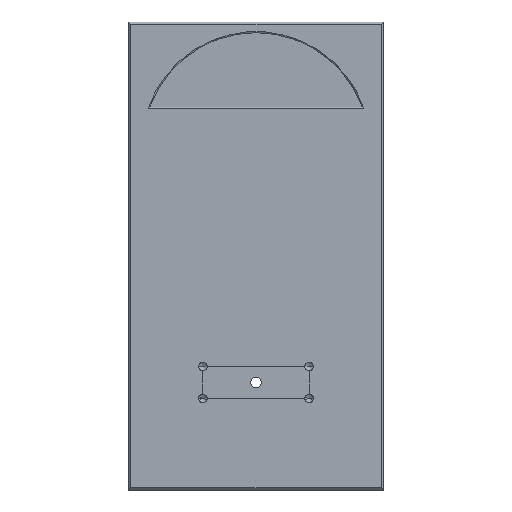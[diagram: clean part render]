
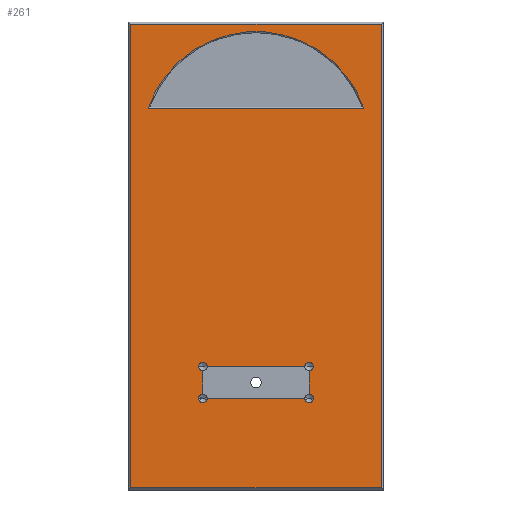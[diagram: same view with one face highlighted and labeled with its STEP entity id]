
A CAD part, top view. The second image highlights one B-rep face of the part: STEP entity #261.
In plain terms, the highlighted planar face has unit normal (0, 0, 1).
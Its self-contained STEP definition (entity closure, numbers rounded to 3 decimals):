
#4 = CARTESIAN_POINT ( 'NONE',  ( 23., -132., 30. ) ) ;
#21 = CARTESIAN_POINT ( 'NONE',  ( -59., -174., 30. ) ) ;
#24 = ORIENTED_EDGE ( 'NONE', *, *, #1008, .F. ) ;
#28 = CARTESIAN_POINT ( 'NONE',  ( 0., -13.214, 30. ) ) ;
#41 = CARTESIAN_POINT ( 'NONE',  ( -50.709, 4.5, 30. ) ) ;
#45 = LINE ( 'NONE', #633, #1050 ) ;
#46 = ORIENTED_EDGE ( 'NONE', *, *, #339, .F. ) ;
#47 = VECTOR ( 'NONE', #49, 1000. ) ;
#49 = DIRECTION ( 'NONE',  ( -1., 0., 0. ) ) ;
#50 = VERTEX_POINT ( 'NONE', #369 ) ;
#67 = FACE_OUTER_BOUND ( 'NONE', #150, .T. ) ;
#75 = CARTESIAN_POINT ( 'NONE',  ( 25., -117., 30. ) ) ;
#77 = CARTESIAN_POINT ( 'NONE',  ( 27., -117., 30. ) ) ;
#80 = EDGE_CURVE ( 'NONE', #176, #764, #193, .T. ) ;
#81 = DIRECTION ( 'NONE',  ( 0., 0., 1. ) ) ;
#90 = CIRCLE ( 'NONE', #229, 2. ) ;
#93 = CARTESIAN_POINT ( 'NONE',  ( -25., -117., 30. ) ) ;
#104 = AXIS2_PLACEMENT_3D ( 'NONE', #728, #297, #1056 ) ;
#108 = EDGE_CURVE ( 'NONE', #274, #539, #1001, .T. ) ;
#121 = EDGE_CURVE ( 'NONE', #623, #428, #270, .T. ) ;
#124 = ORIENTED_EDGE ( 'NONE', *, *, #794, .T. ) ;
#148 = EDGE_LOOP ( 'NONE', ( #152, #979, #368, #296, #1066, #1012, #46, #24, #1025, #219 ) ) ;
#150 = EDGE_LOOP ( 'NONE', ( #476, #898, #155, #124 ) ) ;
#152 = ORIENTED_EDGE ( 'NONE', *, *, #425, .F. ) ;
#155 = ORIENTED_EDGE ( 'NONE', *, *, #1033, .T. ) ;
#176 = VERTEX_POINT ( 'NONE', #321 ) ;
#183 = DIRECTION ( 'NONE',  ( 1., 0., 0. ) ) ;
#192 = CARTESIAN_POINT ( 'NONE',  ( -23., -117., 30. ) ) ;
#193 = CIRCLE ( 'NONE', #694, 2. ) ;
#195 = CARTESIAN_POINT ( 'NONE',  ( -25., -119., 30. ) ) ;
#208 = VECTOR ( 'NONE', #745, 1000. ) ;
#212 = DIRECTION ( 'NONE',  ( 1., 0., 0. ) ) ;
#219 = ORIENTED_EDGE ( 'NONE', *, *, #315, .F. ) ;
#224 = CARTESIAN_POINT ( 'NONE',  ( 59., 0., 30. ) ) ;
#229 = AXIS2_PLACEMENT_3D ( 'NONE', #75, #81, #803 ) ;
#230 = VERTEX_POINT ( 'NONE', #893 ) ;
#242 = LINE ( 'NONE', #1065, #429 ) ;
#249 = DIRECTION ( 'NONE',  ( 1., 0., 0. ) ) ;
#252 = EDGE_CURVE ( 'NONE', #866, #673, #90, .T. ) ;
#253 = DIRECTION ( 'NONE',  ( 0., 0., 1. ) ) ;
#261 = ADVANCED_FACE ( 'NONE', ( #67, #404, #642 ), #478, .F. ) ;
#270 = LINE ( 'NONE', #1021, #504 ) ;
#274 = VERTEX_POINT ( 'NONE', #978 ) ;
#290 = VERTEX_POINT ( 'NONE', #837 ) ;
#292 = VECTOR ( 'NONE', #938, 1000. ) ;
#296 = ORIENTED_EDGE ( 'NONE', *, *, #252, .F. ) ;
#297 = DIRECTION ( 'NONE',  ( 0., 0., -1. ) ) ;
#315 = EDGE_CURVE ( 'NONE', #453, #176, #419, .T. ) ;
#321 = CARTESIAN_POINT ( 'NONE',  ( -25., -130., 30. ) ) ;
#328 = EDGE_CURVE ( 'NONE', #50, #844, #821, .T. ) ;
#336 = DIRECTION ( 'NONE',  ( 0., -1., 0. ) ) ;
#339 = EDGE_CURVE ( 'NONE', #405, #274, #553, .T. ) ;
#343 = AXIS2_PLACEMENT_3D ( 'NONE', #943, #367, #522 ) ;
#357 = DIRECTION ( 'NONE',  ( -1., 0., 0. ) ) ;
#360 = AXIS2_PLACEMENT_3D ( 'NONE', #427, #253, #249 ) ;
#366 = VECTOR ( 'NONE', #526, 1000. ) ;
#367 = DIRECTION ( 'NONE',  ( 0., 0., 1. ) ) ;
#368 = ORIENTED_EDGE ( 'NONE', *, *, #461, .F. ) ;
#369 = CARTESIAN_POINT ( 'NONE',  ( 23., -117., 30. ) ) ;
#400 = ORIENTED_EDGE ( 'NONE', *, *, #919, .T. ) ;
#404 = FACE_BOUND ( 'NONE', #804, .T. ) ;
#405 = VERTEX_POINT ( 'NONE', #4 ) ;
#407 = VERTEX_POINT ( 'NONE', #669 ) ;
#419 = LINE ( 'NONE', #498, #729 ) ;
#425 = EDGE_CURVE ( 'NONE', #844, #453, #809, .T. ) ;
#427 = CARTESIAN_POINT ( 'NONE',  ( 25., -132., 30. ) ) ;
#428 = VERTEX_POINT ( 'NONE', #41 ) ;
#429 = VECTOR ( 'NONE', #541, 1000. ) ;
#434 = LINE ( 'NONE', #1023, #366 ) ;
#453 = VERTEX_POINT ( 'NONE', #195 ) ;
#461 = EDGE_CURVE ( 'NONE', #673, #50, #791, .T. ) ;
#463 = DIRECTION ( 'NONE',  ( 0., 0., 1. ) ) ;
#475 = EDGE_CURVE ( 'NONE', #539, #866, #847, .T. ) ;
#476 = ORIENTED_EDGE ( 'NONE', *, *, #1053, .T. ) ;
#478 = PLANE ( 'NONE',  #104 ) ;
#498 = CARTESIAN_POINT ( 'NONE',  ( -25., -132., 30. ) ) ;
#504 = VECTOR ( 'NONE', #774, 1000. ) ;
#522 = DIRECTION ( 'NONE',  ( 1., 0., 0. ) ) ;
#526 = DIRECTION ( 'NONE',  ( 0., -1., 0. ) ) ;
#527 = CARTESIAN_POINT ( 'NONE',  ( 25., -130., 30. ) ) ;
#539 = VERTEX_POINT ( 'NONE', #527 ) ;
#541 = DIRECTION ( 'NONE',  ( 1., 0., 0. ) ) ;
#553 = CIRCLE ( 'NONE', #360, 2. ) ;
#555 = DIRECTION ( 'NONE',  ( 0., 1., 0. ) ) ;
#569 = AXIS2_PLACEMENT_3D ( 'NONE', #589, #990, #183 ) ;
#589 = CARTESIAN_POINT ( 'NONE',  ( -25., -117., 30. ) ) ;
#599 = CIRCLE ( 'NONE', #836, 53.714 ) ;
#600 = VECTOR ( 'NONE', #555, 1000. ) ;
#623 = VERTEX_POINT ( 'NONE', #1000 ) ;
#633 = CARTESIAN_POINT ( 'NONE',  ( -25., -132., 30. ) ) ;
#639 = LINE ( 'NONE', #224, #600 ) ;
#642 = FACE_BOUND ( 'NONE', #148, .T. ) ;
#669 = CARTESIAN_POINT ( 'NONE',  ( 59., -174., 30. ) ) ;
#670 = CARTESIAN_POINT ( 'NONE',  ( -23., -132., 30. ) ) ;
#673 = VERTEX_POINT ( 'NONE', #77 ) ;
#694 = AXIS2_PLACEMENT_3D ( 'NONE', #1034, #952, #780 ) ;
#696 = DIRECTION ( 'NONE',  ( 0., 0., -1. ) ) ;
#723 = ORIENTED_EDGE ( 'NONE', *, *, #121, .T. ) ;
#728 = CARTESIAN_POINT ( 'NONE',  ( 0., 0., 30. ) ) ;
#729 = VECTOR ( 'NONE', #336, 1000. ) ;
#731 = AXIS2_PLACEMENT_3D ( 'NONE', #850, #463, #788 ) ;
#745 = DIRECTION ( 'NONE',  ( -1., 0., 0. ) ) ;
#762 = CARTESIAN_POINT ( 'NONE',  ( 25., -132., 30. ) ) ;
#764 = VERTEX_POINT ( 'NONE', #670 ) ;
#774 = DIRECTION ( 'NONE',  ( -1., 0., 0. ) ) ;
#780 = DIRECTION ( 'NONE',  ( 1., 0., 0. ) ) ;
#788 = DIRECTION ( 'NONE',  ( 1., 0., 0. ) ) ;
#791 = CIRCLE ( 'NONE', #343, 2. ) ;
#794 = EDGE_CURVE ( 'NONE', #230, #843, #434, .T. ) ;
#803 = DIRECTION ( 'NONE',  ( 1., 0., 0. ) ) ;
#804 = EDGE_LOOP ( 'NONE', ( #400, #723 ) ) ;
#809 = CIRCLE ( 'NONE', #569, 2. ) ;
#821 = LINE ( 'NONE', #93, #208 ) ;
#836 = AXIS2_PLACEMENT_3D ( 'NONE', #28, #696, #357 ) ;
#837 = CARTESIAN_POINT ( 'NONE',  ( 59., 44., 30. ) ) ;
#843 = VERTEX_POINT ( 'NONE', #21 ) ;
#844 = VERTEX_POINT ( 'NONE', #192 ) ;
#847 = LINE ( 'NONE', #762, #292 ) ;
#850 = CARTESIAN_POINT ( 'NONE',  ( 25., -132., 30. ) ) ;
#866 = VERTEX_POINT ( 'NONE', #1004 ) ;
#893 = CARTESIAN_POINT ( 'NONE',  ( -59., 44., 30. ) ) ;
#896 = LINE ( 'NONE', #976, #47 ) ;
#898 = ORIENTED_EDGE ( 'NONE', *, *, #981, .T. ) ;
#919 = EDGE_CURVE ( 'NONE', #428, #623, #599, .T. ) ;
#938 = DIRECTION ( 'NONE',  ( 0., 1., 0. ) ) ;
#943 = CARTESIAN_POINT ( 'NONE',  ( 25., -117., 30. ) ) ;
#952 = DIRECTION ( 'NONE',  ( 0., 0., 1. ) ) ;
#976 = CARTESIAN_POINT ( 'NONE',  ( 0., 44., 30. ) ) ;
#978 = CARTESIAN_POINT ( 'NONE',  ( 27., -132., 30. ) ) ;
#979 = ORIENTED_EDGE ( 'NONE', *, *, #328, .F. ) ;
#981 = EDGE_CURVE ( 'NONE', #407, #290, #639, .T. ) ;
#990 = DIRECTION ( 'NONE',  ( 0., 0., 1. ) ) ;
#1000 = CARTESIAN_POINT ( 'NONE',  ( 50.709, 4.5, 30. ) ) ;
#1001 = CIRCLE ( 'NONE', #731, 2. ) ;
#1004 = CARTESIAN_POINT ( 'NONE',  ( 25., -119., 30. ) ) ;
#1008 = EDGE_CURVE ( 'NONE', #764, #405, #45, .T. ) ;
#1012 = ORIENTED_EDGE ( 'NONE', *, *, #108, .F. ) ;
#1021 = CARTESIAN_POINT ( 'NONE',  ( 0., 4.5, 30. ) ) ;
#1023 = CARTESIAN_POINT ( 'NONE',  ( -59., 0., 30. ) ) ;
#1025 = ORIENTED_EDGE ( 'NONE', *, *, #80, .F. ) ;
#1033 = EDGE_CURVE ( 'NONE', #290, #230, #896, .T. ) ;
#1034 = CARTESIAN_POINT ( 'NONE',  ( -25., -132., 30. ) ) ;
#1050 = VECTOR ( 'NONE', #212, 1000. ) ;
#1053 = EDGE_CURVE ( 'NONE', #843, #407, #242, .T. ) ;
#1056 = DIRECTION ( 'NONE',  ( -1., 0., 0. ) ) ;
#1065 = CARTESIAN_POINT ( 'NONE',  ( 60., -174., 30. ) ) ;
#1066 = ORIENTED_EDGE ( 'NONE', *, *, #475, .F. ) ;
